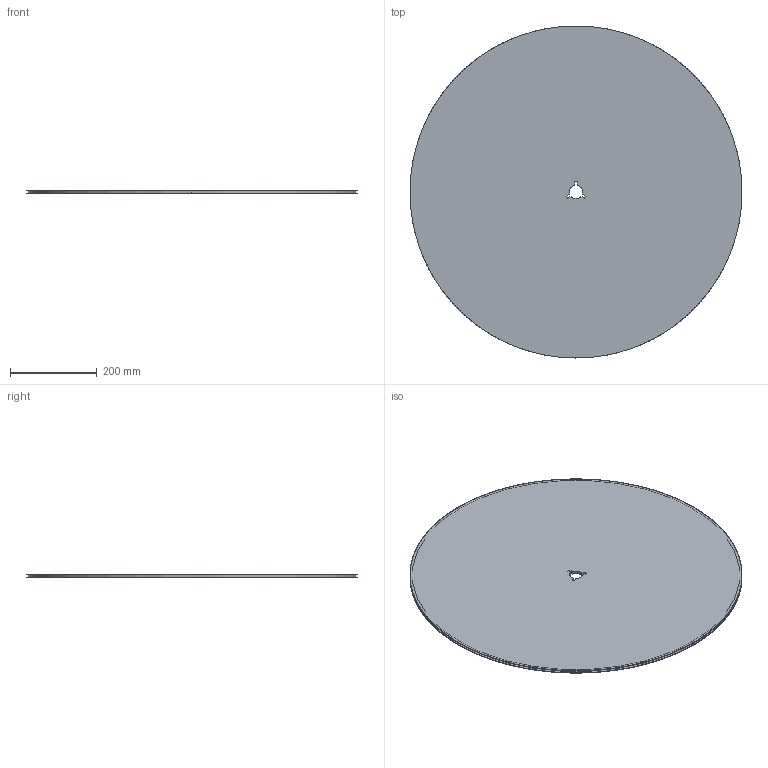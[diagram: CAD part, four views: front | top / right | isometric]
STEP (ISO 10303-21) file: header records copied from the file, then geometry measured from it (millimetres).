
FILE_DESCRIPTION(('3DEXPERIENCE STEP','CAx-IF Rec.Pracs.--- Composite Materials ---3.4---2017-06-13'),'2;1');
FILE_NAME('ResultFile.step','2023-10-22T19:37:56+00:00',('none'),('none'),'3DEXPERIENCE Platform3D Asset Translator 3.4.2','3DEXPERIENCE Platform STEP AP203 v2','none');
FILE_SCHEMA(('CONFIG_CONTROL_DESIGN'));
Products named in the file (1): ResultFile
Bounding box: 765.8 x 765.8 x 7 mm (x, y, z)
Volume: 3158284.7 mm3; surface area: 961159.1 mm2
Topology: 1 solids, 1 shells, 2327 faces, 6969 edges, 4646 vertices
Faces by surface type: cylinder 2317, plane 10
Entity records: 67088 total; most frequent: ORIENTED_EDGE 13938, CARTESIAN_POINT 12016, DIRECTION 7769, EDGE_CURVE 6969, AXIS2_PLACEMENT_3D 5035, VERTEX_POINT 4646, CIRCLE 4634, VECTOR 2335
